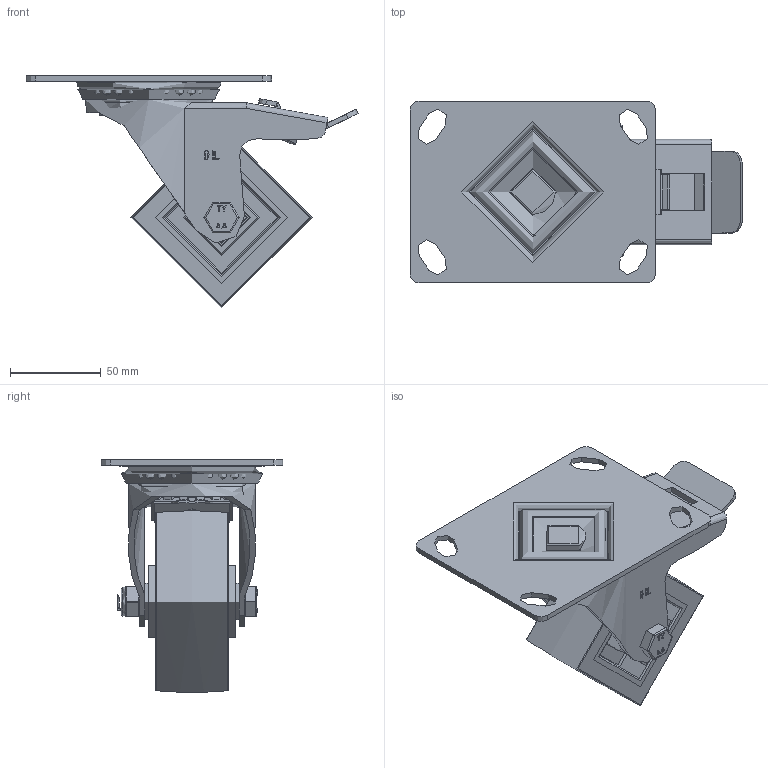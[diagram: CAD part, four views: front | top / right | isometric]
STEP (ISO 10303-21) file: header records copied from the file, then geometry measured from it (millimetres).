
FILE_DESCRIPTION(/* description */ (''),/* implementation_level */ '2;1');
FILE_NAME(/* name */ 'BZEH100NPBJSWBLP.step',/* time_stamp */ '2025-06-05T11:45:52+01:00',/* author */ (''),/* organization */ (''),/* preprocessor_version */ 'ST-DEVELOPER v20.1',/* originating_system */ 'Autodesk Translation Framework v14.10.0.0',/* authorisation */ '');
FILE_SCHEMA (('AUTOMOTIVE_DESIGN { 1 0 10303 214 3 1 1 }'));
Length unit declared in the file: millimetre
Products named in the file (35): BZEH100NPBJSWBLP; BZEH100ASSWBLP - 52 v1; ZINC PLATED, PRESSED STEEL TOP PLATE; ZINC PLATED, PRESSED STEEL TOP PLATE Geometry; Pattern; Component2; ZINC PLATED, PRESSED STEEL FORKS; BEARING SEAL; ZINC PLATED, PRESSED STEEL BRAKE PEDAL; BRAKE PAD; BRAKE PAD Geometry; BRAKE BOLT; BZH100WNPBJM15 v1; POLYURETHANE TYRE; NYLON RIM; BEARING6002; Pattern (1); BEARING6002 (1); Pattern (1) (1); Component1; METAL; METAL2; MIDDLE; RUBBER; BEARING SPACER; TH15X2X10 v1; ZINC PLATED HEADED SPACER; TH15X2X10 v1 (1); ZINC PLATED HEADED SPACER (1); HEXBOLTM10X70Z8.8 v2; GRADE 8.8 THREADED ZINC PLATED BOLT; NYLOCM10Z v1; NYLOC NUT; RUBBER (1); NUT
Assembly tree (76 placements, depth 5):
  BZEH100NPBJSWBLP
    BZEH100ASSWBLP - 52 v1
      ZINC PLATED, PRESSED STEEL TOP PLATE
        ZINC PLATED, PRESSED STEEL TOP PLATE Geometry
        Pattern
          Component2  x20
      ZINC PLATED, PRESSED STEEL FORKS
      BEARING SEAL
      ZINC PLATED, PRESSED STEEL BRAKE PEDAL
      BRAKE PAD
        BRAKE PAD Geometry
        BRAKE BOLT
    BZH100WNPBJM15 v1
      POLYURETHANE TYRE
      NYLON RIM
      BEARING6002
        METAL
        METAL2
        Pattern (1)
          Component1  x9
        MIDDLE
        RUBBER  x2
      BEARING6002 (1)
        Pattern (1) (1)
          Component1  x9
        METAL
        METAL2
        MIDDLE
        RUBBER  x2
      BEARING SPACER
    TH15X2X10 v1
      ZINC PLATED HEADED SPACER
    TH15X2X10 v1 (1)
      ZINC PLATED HEADED SPACER (1)
    HEXBOLTM10X70Z8.8 v2
      GRADE 8.8 THREADED ZINC PLATED BOLT
    NYLOCM10Z v1
      NYLOC NUT
        RUBBER (1)
        NUT
Bounding box: 182.5 x 100 x 127.89 mm (x, y, z)
Volume: 361866.8 mm3; surface area: 173041.4 mm2
Topology: 62 solids, 62 shells, 1356 faces, 3446 edges, 2239 vertices
Faces by surface type: plane 562, bspline 403, cylinder 228, sphere 86, torus 50, cone 27
Full cylindrical faces by diameter (mm): 8 x2, 8.141 x18, 9.85 x19, 10 x3, 10.2 x2, 10.5 x2, 12 x2, 14.75 x2, 15 x3, 16 x2, 19 x3, 20 x6, 20.5 x4, 21 x1, 21.5 x4, 25 x2, 26.8 x4, 28 x2, 28.2 x8, 30 x2, 32 x4, 40 x2, 54 x1, 63 x2, 64 x1, 70 x1, 73 x2
Entity records: 32981 total; most frequent: CARTESIAN_POINT 12806, ORIENTED_EDGE 4096, DIRECTION 3777, EDGE_CURVE 2048, AXIS2_PLACEMENT_3D 1409, VERTEX_POINT 1321, LINE 959, VECTOR 959
